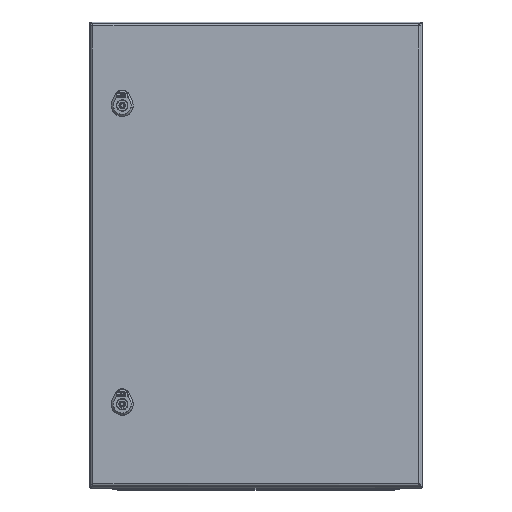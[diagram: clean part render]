
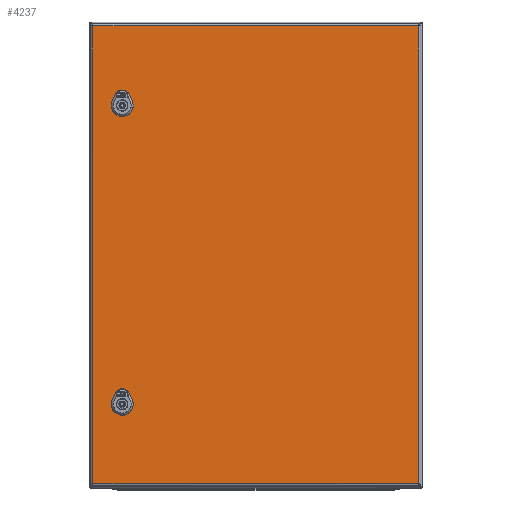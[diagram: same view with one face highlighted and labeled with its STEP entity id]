
A CAD part, top view. The second image highlights one B-rep face of the part: STEP entity #4237.
In plain terms, the highlighted face is planar.
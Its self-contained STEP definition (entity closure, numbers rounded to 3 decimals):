
#725=FACE_BOUND('',#6559,.T.);
#726=FACE_BOUND('',#6560,.T.);
#727=FACE_BOUND('',#6561,.T.);
#4237=ADVANCED_FACE('',(#725,#726,#727),#5000,.F.);
#5000=PLANE('',#20119);
#6559=EDGE_LOOP('',(#10694,#10695,#10696,#10697,#10698,#10699,#10700,#10701));
#6560=EDGE_LOOP('',(#10702,#10703,#10704,#10705,#10706,#10707,#10708,#10709));
#6561=EDGE_LOOP('',(#10710,#10711,#10712,#10713));
#7672=CIRCLE('',#20111,11.25);
#7673=CIRCLE('',#20112,11.25);
#7674=CIRCLE('',#20113,11.25);
#7675=CIRCLE('',#20114,11.25);
#7676=CIRCLE('',#20115,11.25);
#7677=CIRCLE('',#20116,11.25);
#7678=CIRCLE('',#20117,11.25);
#7679=CIRCLE('',#20118,11.25);
#10694=ORIENTED_EDGE('',*,*,#15768,.T.);
#10695=ORIENTED_EDGE('',*,*,#15769,.T.);
#10696=ORIENTED_EDGE('',*,*,#15770,.T.);
#10697=ORIENTED_EDGE('',*,*,#15771,.T.);
#10698=ORIENTED_EDGE('',*,*,#15772,.T.);
#10699=ORIENTED_EDGE('',*,*,#15773,.T.);
#10700=ORIENTED_EDGE('',*,*,#15774,.T.);
#10701=ORIENTED_EDGE('',*,*,#15775,.T.);
#10702=ORIENTED_EDGE('',*,*,#15776,.T.);
#10703=ORIENTED_EDGE('',*,*,#15777,.T.);
#10704=ORIENTED_EDGE('',*,*,#15778,.T.);
#10705=ORIENTED_EDGE('',*,*,#15779,.T.);
#10706=ORIENTED_EDGE('',*,*,#15780,.T.);
#10707=ORIENTED_EDGE('',*,*,#15781,.T.);
#10708=ORIENTED_EDGE('',*,*,#15782,.T.);
#10709=ORIENTED_EDGE('',*,*,#15783,.T.);
#10710=ORIENTED_EDGE('',*,*,#15784,.T.);
#10711=ORIENTED_EDGE('',*,*,#15785,.T.);
#10712=ORIENTED_EDGE('',*,*,#15786,.T.);
#10713=ORIENTED_EDGE('',*,*,#15787,.T.);
#13831=VERTEX_POINT('',#32943);
#13832=VERTEX_POINT('',#32944);
#13833=VERTEX_POINT('',#32946);
#13834=VERTEX_POINT('',#32948);
#13835=VERTEX_POINT('',#32950);
#13836=VERTEX_POINT('',#32952);
#13837=VERTEX_POINT('',#32954);
#13838=VERTEX_POINT('',#32956);
#13839=VERTEX_POINT('',#32959);
#13840=VERTEX_POINT('',#32960);
#13841=VERTEX_POINT('',#32962);
#13842=VERTEX_POINT('',#32964);
#13843=VERTEX_POINT('',#32966);
#13844=VERTEX_POINT('',#32968);
#13845=VERTEX_POINT('',#32970);
#13846=VERTEX_POINT('',#32972);
#13847=VERTEX_POINT('',#32975);
#13848=VERTEX_POINT('',#32976);
#13849=VERTEX_POINT('',#32978);
#13850=VERTEX_POINT('',#32980);
#15768=EDGE_CURVE('',#13831,#13832,#17573,.T.);
#15769=EDGE_CURVE('',#13832,#13833,#7672,.T.);
#15770=EDGE_CURVE('',#13833,#13834,#17574,.T.);
#15771=EDGE_CURVE('',#13834,#13835,#7673,.T.);
#15772=EDGE_CURVE('',#13835,#13836,#17575,.T.);
#15773=EDGE_CURVE('',#13836,#13837,#7674,.T.);
#15774=EDGE_CURVE('',#13837,#13838,#17576,.T.);
#15775=EDGE_CURVE('',#13838,#13831,#7675,.T.);
#15776=EDGE_CURVE('',#13839,#13840,#17577,.T.);
#15777=EDGE_CURVE('',#13840,#13841,#7676,.T.);
#15778=EDGE_CURVE('',#13841,#13842,#17578,.T.);
#15779=EDGE_CURVE('',#13842,#13843,#7677,.T.);
#15780=EDGE_CURVE('',#13843,#13844,#17579,.T.);
#15781=EDGE_CURVE('',#13844,#13845,#7678,.T.);
#15782=EDGE_CURVE('',#13845,#13846,#17580,.T.);
#15783=EDGE_CURVE('',#13846,#13839,#7679,.T.);
#15784=EDGE_CURVE('',#13847,#13848,#17581,.T.);
#15785=EDGE_CURVE('',#13848,#13849,#17582,.T.);
#15786=EDGE_CURVE('',#13849,#13850,#17583,.T.);
#15787=EDGE_CURVE('',#13850,#13847,#17584,.T.);
#17573=LINE('',#32942,#18787);
#17574=LINE('',#32947,#18788);
#17575=LINE('',#32951,#18789);
#17576=LINE('',#32955,#18790);
#17577=LINE('',#32958,#18791);
#17578=LINE('',#32963,#18792);
#17579=LINE('',#32967,#18793);
#17580=LINE('',#32971,#18794);
#17581=LINE('',#32974,#18795);
#17582=LINE('',#32977,#18796);
#17583=LINE('',#32979,#18797);
#17584=LINE('',#32981,#18798);
#18787=VECTOR('',#23079,1.);
#18788=VECTOR('',#23082,1.);
#18789=VECTOR('',#23085,1.);
#18790=VECTOR('',#23088,1.);
#18791=VECTOR('',#23091,1.);
#18792=VECTOR('',#23094,1.);
#18793=VECTOR('',#23097,1.);
#18794=VECTOR('',#23100,1.);
#18795=VECTOR('',#23103,1.);
#18796=VECTOR('',#23104,1.);
#18797=VECTOR('',#23105,1.);
#18798=VECTOR('',#23106,1.);
#20111=AXIS2_PLACEMENT_3D('',#32945,#23080,#23081);
#20112=AXIS2_PLACEMENT_3D('',#32949,#23083,#23084);
#20113=AXIS2_PLACEMENT_3D('',#32953,#23086,#23087);
#20114=AXIS2_PLACEMENT_3D('',#32957,#23089,#23090);
#20115=AXIS2_PLACEMENT_3D('',#32961,#23092,#23093);
#20116=AXIS2_PLACEMENT_3D('',#32965,#23095,#23096);
#20117=AXIS2_PLACEMENT_3D('',#32969,#23098,#23099);
#20118=AXIS2_PLACEMENT_3D('',#32973,#23101,#23102);
#20119=AXIS2_PLACEMENT_3D('',#32982,#23107,#23108);
#23079=DIRECTION('',(-1.,0.,0.));
#23080=DIRECTION('',(0.,0.,1.));
#23081=DIRECTION('',(1.,0.,0.));
#23082=DIRECTION('',(0.,-1.,0.));
#23083=DIRECTION('',(0.,0.,1.));
#23084=DIRECTION('',(1.,0.,0.));
#23085=DIRECTION('',(1.,0.,0.));
#23086=DIRECTION('',(0.,0.,1.));
#23087=DIRECTION('',(1.,0.,0.));
#23088=DIRECTION('',(0.,1.,0.));
#23089=DIRECTION('',(0.,0.,1.));
#23090=DIRECTION('',(1.,0.,0.));
#23091=DIRECTION('',(-1.,0.,0.));
#23092=DIRECTION('',(0.,0.,1.));
#23093=DIRECTION('',(1.,0.,0.));
#23094=DIRECTION('',(0.,-1.,0.));
#23095=DIRECTION('',(0.,0.,1.));
#23096=DIRECTION('',(1.,0.,0.));
#23097=DIRECTION('',(1.,0.,0.));
#23098=DIRECTION('',(0.,0.,1.));
#23099=DIRECTION('',(1.,0.,0.));
#23100=DIRECTION('',(0.,1.,0.));
#23101=DIRECTION('',(0.,0.,1.));
#23102=DIRECTION('',(1.,0.,0.));
#23103=DIRECTION('',(0.,1.,0.));
#23104=DIRECTION('',(1.,0.,0.));
#23105=DIRECTION('',(0.,-1.,0.));
#23106=DIRECTION('',(-1.,0.,0.));
#23107=DIRECTION('',(0.,0.,1.));
#23108=DIRECTION('',(-1.,0.,0.));
#32942=CARTESIAN_POINT('',(-245.75,-214.3,0.));
#32943=CARTESIAN_POINT('',(205.496,-214.3,0.));
#32944=CARTESIAN_POINT('',(196.004,-214.3,0.));
#32945=CARTESIAN_POINT('',(200.75,-224.5,0.));
#32946=CARTESIAN_POINT('',(190.55,-219.754,0.));
#32947=CARTESIAN_POINT('',(190.55,-345.,0.));
#32948=CARTESIAN_POINT('',(190.55,-229.246,0.));
#32949=CARTESIAN_POINT('',(200.75,-224.5,0.));
#32950=CARTESIAN_POINT('',(196.004,-234.7,0.));
#32951=CARTESIAN_POINT('',(-245.75,-234.7,0.));
#32952=CARTESIAN_POINT('',(205.496,-234.7,0.));
#32953=CARTESIAN_POINT('',(200.75,-224.5,0.));
#32954=CARTESIAN_POINT('',(210.95,-229.246,0.));
#32955=CARTESIAN_POINT('',(210.95,-345.,0.));
#32956=CARTESIAN_POINT('',(210.95,-219.754,0.));
#32957=CARTESIAN_POINT('',(200.75,-224.5,0.));
#32958=CARTESIAN_POINT('',(-245.75,234.7,0.));
#32959=CARTESIAN_POINT('',(205.496,234.7,0.));
#32960=CARTESIAN_POINT('',(196.004,234.7,0.));
#32961=CARTESIAN_POINT('',(200.75,224.5,0.));
#32962=CARTESIAN_POINT('',(190.55,229.246,0.));
#32963=CARTESIAN_POINT('',(190.55,-345.,0.));
#32964=CARTESIAN_POINT('',(190.55,219.754,0.));
#32965=CARTESIAN_POINT('',(200.75,224.5,0.));
#32966=CARTESIAN_POINT('',(196.004,214.3,0.));
#32967=CARTESIAN_POINT('',(-245.75,214.3,0.));
#32968=CARTESIAN_POINT('',(205.496,214.3,0.));
#32969=CARTESIAN_POINT('',(200.75,224.5,0.));
#32970=CARTESIAN_POINT('',(210.95,219.754,0.));
#32971=CARTESIAN_POINT('',(210.95,-345.,0.));
#32972=CARTESIAN_POINT('',(210.95,229.246,0.));
#32973=CARTESIAN_POINT('',(200.75,224.5,0.));
#32974=CARTESIAN_POINT('',(-244.75,-345.,0.));
#32975=CARTESIAN_POINT('',(-244.75,-344.,0.));
#32976=CARTESIAN_POINT('',(-244.75,344.,0.));
#32977=CARTESIAN_POINT('',(-245.75,344.,0.));
#32978=CARTESIAN_POINT('',(244.75,344.,0.));
#32979=CARTESIAN_POINT('',(244.75,-345.,0.));
#32980=CARTESIAN_POINT('',(244.75,-344.,0.));
#32981=CARTESIAN_POINT('',(-245.75,-344.,0.));
#32982=CARTESIAN_POINT('',(-245.75,-345.,0.));
